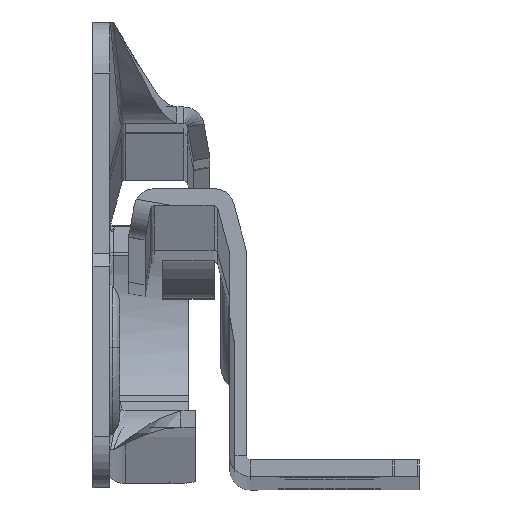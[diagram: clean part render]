
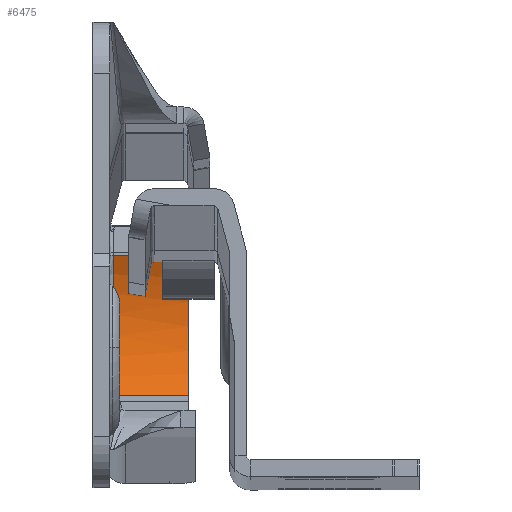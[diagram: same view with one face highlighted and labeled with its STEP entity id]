
A CAD part, top view. The second image highlights one B-rep face of the part: STEP entity #6475.
In plain terms, the highlighted cylindrical face has radius 11 mm (diameter 22 mm), a partial arc.
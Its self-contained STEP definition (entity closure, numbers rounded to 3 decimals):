
#168 = VERTEX_POINT ( 'NONE', #19459 ) ;
#1791 = DIRECTION ( 'NONE',  ( -1., 0., 0. ) ) ;
#2248 = DIRECTION ( 'NONE',  ( 0., 0., -1. ) ) ;
#2400 = VECTOR ( 'NONE', #20113, 1000. ) ;
#3967 = DIRECTION ( 'NONE',  ( -1., 0., 0. ) ) ;
#4172 = ORIENTED_EDGE ( 'NONE', *, *, #15438, .F. ) ;
#5845 = CARTESIAN_POINT ( 'NONE',  ( 6.2, -2.904, -487.701 ) ) ;
#6266 = CARTESIAN_POINT ( 'NONE',  ( 6.2, -9.239, -496.693 ) ) ;
#6475 = ADVANCED_FACE ( 'NONE', ( #25378 ), #29549, .F. ) ;
#6622 = EDGE_CURVE ( 'NONE', #168, #22259, #7201, .T. ) ;
#7201 = CIRCLE ( 'NONE', #17690, 11. ) ;
#8187 = VERTEX_POINT ( 'NONE', #25710 ) ;
#10698 = DIRECTION ( 'NONE',  ( -1., 0., 0. ) ) ;
#10856 = DIRECTION ( 'NONE',  ( 0., 0., -1. ) ) ;
#10920 = ORIENTED_EDGE ( 'NONE', *, *, #6622, .T. ) ;
#11110 = ORIENTED_EDGE ( 'NONE', *, *, #16497, .T. ) ;
#11773 = AXIS2_PLACEMENT_3D ( 'NONE', #21991, #15257, #17764 ) ;
#12456 = LINE ( 'NONE', #29290, #2400 ) ;
#12670 = DIRECTION ( 'NONE',  ( -1., 0., 0. ) ) ;
#13480 = DIRECTION ( 'NONE',  ( 0., 0., 1. ) ) ;
#15257 = DIRECTION ( 'NONE',  ( -1., 0., 0. ) ) ;
#15438 = EDGE_CURVE ( 'NONE', #8187, #22343, #17278, .T. ) ;
#16497 = EDGE_CURVE ( 'NONE', #8187, #22381, #12456, .T. ) ;
#16861 = VECTOR ( 'NONE', #12670, 1000. ) ;
#17278 = CIRCLE ( 'NONE', #11773, 11. ) ;
#17690 = AXIS2_PLACEMENT_3D ( 'NONE', #30622, #1791, #2248 ) ;
#17764 = DIRECTION ( 'NONE',  ( 0., 0., -1. ) ) ;
#17981 = ORIENTED_EDGE ( 'NONE', *, *, #25804, .T. ) ;
#18161 = LINE ( 'NONE', #6266, #16861 ) ;
#19459 = CARTESIAN_POINT ( 'NONE',  ( 0.3, -2.904, -498.701 ) ) ;
#20113 = DIRECTION ( 'NONE',  ( -1., 0., 0. ) ) ;
#20289 = CARTESIAN_POINT ( 'NONE',  ( 0.3, -9.239, -496.693 ) ) ;
#20977 = EDGE_CURVE ( 'NONE', #22343, #22259, #18161, .T. ) ;
#21011 = ORIENTED_EDGE ( 'NONE', *, *, #20977, .F. ) ;
#21146 = EDGE_LOOP ( 'NONE', ( #11110, #17981, #10920, #21011, #4172 ) ) ;
#21991 = CARTESIAN_POINT ( 'NONE',  ( 6.2, -2.904, -487.701 ) ) ;
#22190 = AXIS2_PLACEMENT_3D ( 'NONE', #5845, #3967, #13480 ) ;
#22259 = VERTEX_POINT ( 'NONE', #20289 ) ;
#22343 = VERTEX_POINT ( 'NONE', #29615 ) ;
#22381 = VERTEX_POINT ( 'NONE', #29312 ) ;
#22595 = CARTESIAN_POINT ( 'NONE',  ( 0.3, -2.904, -487.701 ) ) ;
#24985 = AXIS2_PLACEMENT_3D ( 'NONE', #22595, #10698, #10856 ) ;
#25378 = FACE_OUTER_BOUND ( 'NONE', #21146, .T. ) ;
#25710 = CARTESIAN_POINT ( 'NONE',  ( 6.2, 1.716, -497.683 ) ) ;
#25804 = EDGE_CURVE ( 'NONE', #22381, #168, #27946, .T. ) ;
#27946 = CIRCLE ( 'NONE', #24985, 11. ) ;
#29290 = CARTESIAN_POINT ( 'NONE',  ( 6.2, 1.716, -497.683 ) ) ;
#29312 = CARTESIAN_POINT ( 'NONE',  ( 0.3, 1.716, -497.683 ) ) ;
#29549 = CYLINDRICAL_SURFACE ( 'NONE', #22190, 11. ) ;
#29615 = CARTESIAN_POINT ( 'NONE',  ( 6.2, -9.239, -496.693 ) ) ;
#30622 = CARTESIAN_POINT ( 'NONE',  ( 0.3, -2.904, -487.701 ) ) ;
